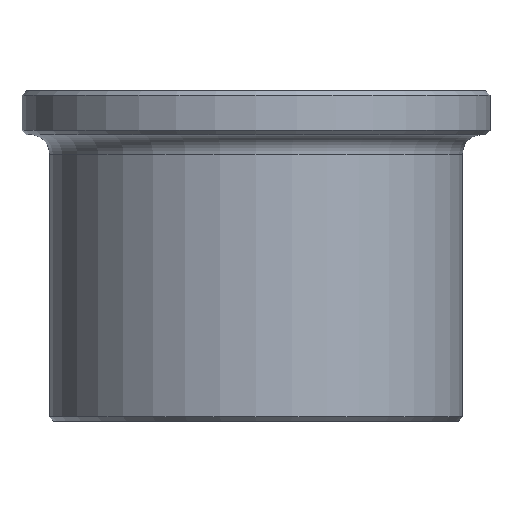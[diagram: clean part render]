
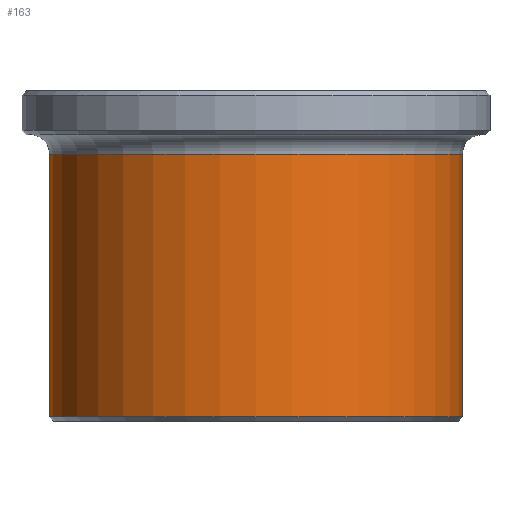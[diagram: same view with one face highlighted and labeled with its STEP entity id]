
A CAD part, front view. The second image highlights one B-rep face of the part: STEP entity #163.
In plain terms, the highlighted cylindrical face has radius 37.5 mm (diameter 75 mm), a full revolution.
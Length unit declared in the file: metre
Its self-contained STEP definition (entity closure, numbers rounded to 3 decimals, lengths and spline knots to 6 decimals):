
#163=ADVANCED_FACE('',(#199,#200),#201,.T.);
#199=FACE_OUTER_BOUND('',#4771,.T.);
#200=FACE_OUTER_BOUND('',#4772,.T.);
#201=CYLINDRICAL_SURFACE('',#4773,0.0375);
#4771=EDGE_LOOP('',(#9374));
#4772=EDGE_LOOP('',(#9375));
#4773=AXIS2_PLACEMENT_3D('',#9376,#9377,#9378);
#9374=ORIENTED_EDGE('',*,*,#9427,.T.);
#9375=ORIENTED_EDGE('',*,*,#9428,.F.);
#9376=CARTESIAN_POINT('',(0.0,0.0,0.));
#9377=DIRECTION('',(0.0,0.,-1.0));
#9378=DIRECTION('',(0.0,1.0,0.));
#9427=EDGE_CURVE('',#9466,#9466,#9467,.T.);
#9428=EDGE_CURVE('',#9468,#9468,#9469,.T.);
#9466=VERTEX_POINT('',#9746);
#9467=CIRCLE('',#9747,0.0375);
#9468=VERTEX_POINT('',#9748);
#9469=CIRCLE('',#9749,0.0375);
#9746=CARTESIAN_POINT('',(0.0,0.0375,0.0485));
#9747=AXIS2_PLACEMENT_3D('',#9793,#9794,#9795);
#9748=CARTESIAN_POINT('',(0.0,0.0375,0.0008));
#9749=AXIS2_PLACEMENT_3D('',#9796,#9797,#9798);
#9793=CARTESIAN_POINT('',(0.0,0.0,0.0485));
#9794=DIRECTION('',(0.0,0.,-1.0));
#9795=DIRECTION('',(0.0,1.0,0.));
#9796=CARTESIAN_POINT('',(0.0,0.0,0.0008));
#9797=DIRECTION('',(0.0,0.,-1.0));
#9798=DIRECTION('',(0.0,1.0,0.));
